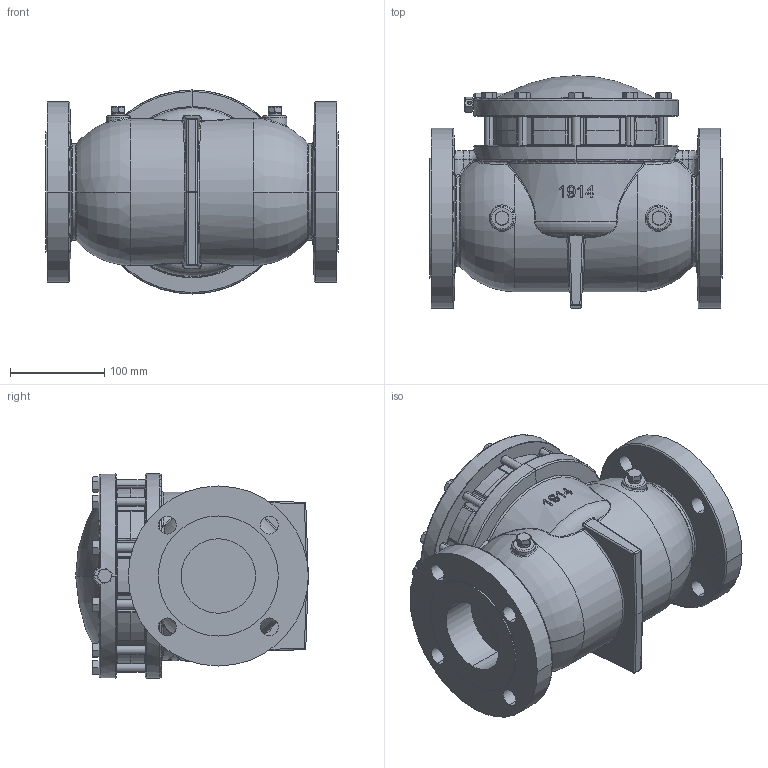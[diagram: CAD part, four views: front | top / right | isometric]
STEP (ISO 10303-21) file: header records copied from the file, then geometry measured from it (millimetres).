
FILE_DESCRIPTION (( 'STEP AP203' ), '1' );
FILE_NAME ('3 INCH 312 FMT (EMG).STEP', '2013-08-06T13:02:42', ( 'PCTech' ), ( 'Microsoft' ), 'SwSTEP 2.0', 'SolidWorks 2013', '' );
FILE_SCHEMA (( 'CONFIG_CONTROL_DESIGN' ));
Length unit declared in the file: inch
Products named in the file (1): 3 INCH 312 FMT (EMG)
Bounding box: 309.55 x 246.17 x 215.9 mm (x, y, z)
Volume: 7907947.4 mm3; surface area: 391059.3 mm2
Topology: 1 solids, 1 shells, 947 faces, 2413 edges, 1503 vertices
Faces by surface type: plane 300, bspline 277, cylinder 174, cone 133, torus 39, sphere 24
Entity records: 43181 total; most frequent: CARTESIAN_POINT 22583, ORIENTED_EDGE 4798, DIRECTION 3539, EDGE_CURVE 2399, VERTEX_POINT 1501, AXIS2_PLACEMENT_3D 1417, EDGE_LOOP 1030, ADVANCED_FACE 947
